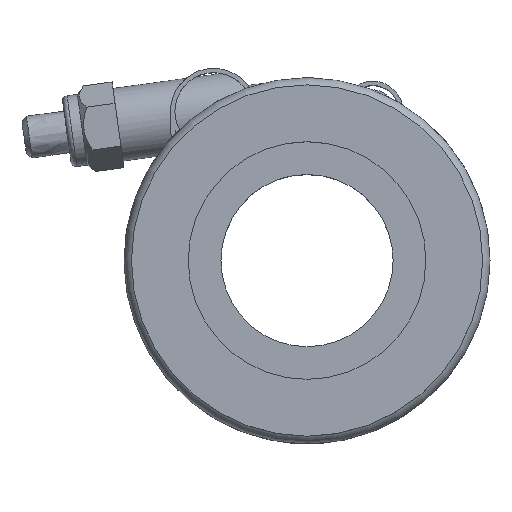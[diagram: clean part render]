
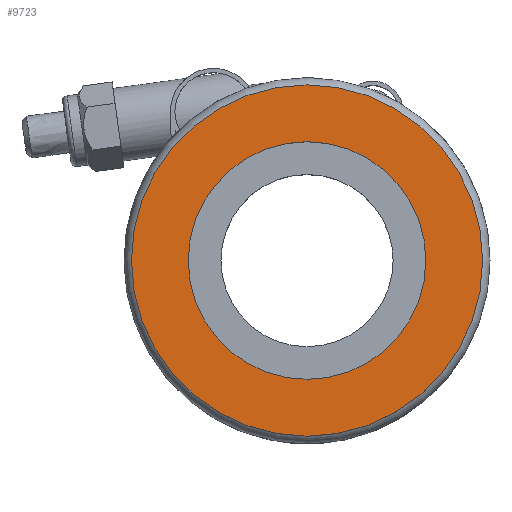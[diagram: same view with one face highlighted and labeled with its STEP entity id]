
A CAD part, top view. The second image highlights one B-rep face of the part: STEP entity #9723.
In plain terms, the highlighted face is planar.
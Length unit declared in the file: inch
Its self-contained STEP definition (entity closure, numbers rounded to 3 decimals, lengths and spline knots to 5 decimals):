
#664=FACE_BOUND('',#3066,.T.);
#762=PLANE('',#10708);
#2457=FACE_OUTER_BOUND('',#3065,.T.);
#3065=EDGE_LOOP('',(#7409));
#3066=EDGE_LOOP('',(#7410));
#3794=CIRCLE('',#10703,0.69);
#3796=CIRCLE('',#10706,1.02);
#4317=VERTEX_POINT('',#15636);
#4319=VERTEX_POINT('',#15642);
#5452=EDGE_CURVE('',#4317,#4317,#3794,.T.);
#5455=EDGE_CURVE('',#4319,#4319,#3796,.T.);
#7409=ORIENTED_EDGE('',*,*,#5455,.F.);
#7410=ORIENTED_EDGE('',*,*,#5452,.T.);
#9723=ADVANCED_FACE('',(#2457,#664),#762,.T.);
#10703=AXIS2_PLACEMENT_3D('',#15638,#12301,#12302);
#10706=AXIS2_PLACEMENT_3D('',#15644,#12308,#12309);
#10708=AXIS2_PLACEMENT_3D('',#15647,#12313,#12314);
#12301=DIRECTION('center_axis',(1.,0.,0.));
#12302=DIRECTION('ref_axis',(0.,1.,0.));
#12308=DIRECTION('center_axis',(1.,0.,0.));
#12309=DIRECTION('ref_axis',(0.,1.,0.));
#12313=DIRECTION('center_axis',(-1.,0.,0.));
#12314=DIRECTION('ref_axis',(0.,0.,1.));
#15636=CARTESIAN_POINT('',(0.,-0.69,0.));
#15638=CARTESIAN_POINT('Origin',(0.,0.,0.));
#15642=CARTESIAN_POINT('',(0.,-1.02,0.));
#15644=CARTESIAN_POINT('Origin',(0.,0.,
0.));
#15647=CARTESIAN_POINT('Origin',(0.,0.51,0.));
